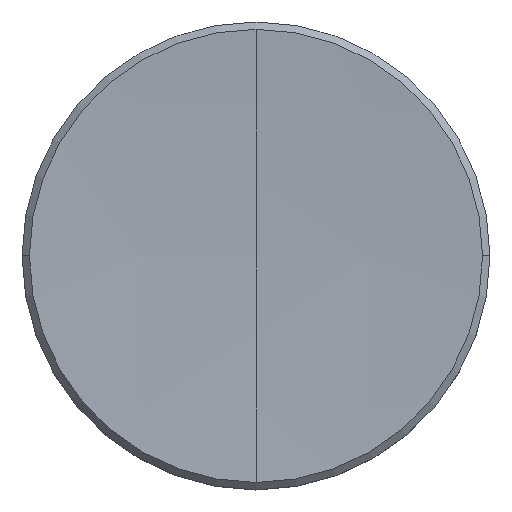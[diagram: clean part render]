
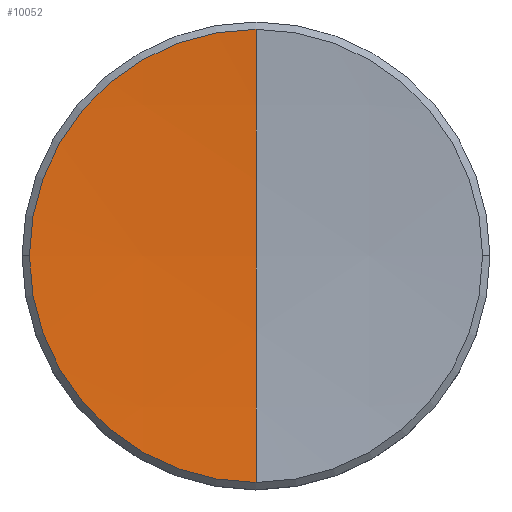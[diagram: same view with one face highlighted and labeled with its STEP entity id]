
A CAD part, top view. The second image highlights one B-rep face of the part: STEP entity #10052.
In plain terms, the highlighted spherical face has radius 100 mm.
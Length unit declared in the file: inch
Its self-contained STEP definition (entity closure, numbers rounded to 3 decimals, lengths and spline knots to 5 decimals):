
#9391 = EDGE_CURVE ( 'NONE', #10153, #9812, #15079, .T. ) ;
#9800 = ORIENTED_EDGE ( 'NONE', *, *, #9391, .F. ) ;
#9812 = VERTEX_POINT ( 'NONE', #15425 ) ;
#9994 = VERTEX_POINT ( 'NONE', #15854 ) ;
#9996 = EDGE_CURVE ( 'NONE', #10153, #9994, #15852, .T. ) ;
#10052 = ADVANCED_FACE ( 'NONE', ( #16056 ), #15910, .F. ) ;
#10053 = EDGE_LOOP ( 'NONE', ( #10054, #10129, #10132, #9800 ) ) ;
#10054 = ORIENTED_EDGE ( 'NONE', *, *, #9996, .T. ) ;
#10129 = ORIENTED_EDGE ( 'NONE', *, *, #10130, .T. ) ;
#10130 = EDGE_CURVE ( 'NONE', #9994, #10131, #16242, .T. ) ;
#10131 = VERTEX_POINT ( 'NONE', #16228 ) ;
#10132 = ORIENTED_EDGE ( 'NONE', *, *, #10133, .T. ) ;
#10133 = EDGE_CURVE ( 'NONE', #10131, #9812, #16226, .T. ) ;
#10153 = VERTEX_POINT ( 'NONE', #16387 ) ;
#15022 = DIRECTION ( 'NONE',  ( 0., 0., 1. ) ) ;
#15023 = DIRECTION ( 'NONE',  ( -1., 0., 0. ) ) ;
#15077 = CARTESIAN_POINT ( 'NONE',  ( 0., 0., 3.99606 ) ) ;
#15078 = AXIS2_PLACEMENT_3D ( 'NONE', #15077, #15023, #15022 ) ;
#15079 = CIRCLE ( 'NONE', #15078, 3.93701 ) ;
#15425 = CARTESIAN_POINT ( 'NONE',  ( 0., 0., 0.05906 ) ) ;
#15848 = DIRECTION ( 'NONE',  ( 1., 0., 0. ) ) ;
#15849 = DIRECTION ( 'NONE',  ( 0., 0., 1. ) ) ;
#15850 = CARTESIAN_POINT ( 'NONE',  ( 0., 0., 0.06651 ) ) ;
#15851 = AXIS2_PLACEMENT_3D ( 'NONE', #15850, #15849, #15848 ) ;
#15852 = CIRCLE ( 'NONE', #15851, 0.24213 ) ;
#15854 = CARTESIAN_POINT ( 'NONE',  ( -0.24213, 0., 0.06651 ) ) ;
#15906 = DIRECTION ( 'NONE',  ( 1., 0., 0. ) ) ;
#15907 = CARTESIAN_POINT ( 'NONE',  ( 0., 0., 3.99606 ) ) ;
#15908 = AXIS2_PLACEMENT_3D ( 'NONE', #15907, #15906, #16046 ) ;
#15910 = SPHERICAL_SURFACE ( 'NONE', #15908, 3.93701 ) ;
#16046 = DIRECTION ( 'NONE',  ( 0., 1., 0. ) ) ;
#16056 = FACE_OUTER_BOUND ( 'NONE', #10053, .T. ) ;
#16191 = AXIS2_PLACEMENT_3D ( 'NONE', #16192, #16230, #16229 ) ;
#16192 = CARTESIAN_POINT ( 'NONE',  ( 0., 0., 0.06651 ) ) ;
#16222 = DIRECTION ( 'NONE',  ( 0., 1., 0. ) ) ;
#16223 = DIRECTION ( 'NONE',  ( 1., 0., 0. ) ) ;
#16224 = CARTESIAN_POINT ( 'NONE',  ( 0., 0., 3.99606 ) ) ;
#16225 = AXIS2_PLACEMENT_3D ( 'NONE', #16224, #16223, #16222 ) ;
#16226 = CIRCLE ( 'NONE', #16225, 3.93701 ) ;
#16228 = CARTESIAN_POINT ( 'NONE',  ( 0., -0.24213, 0.06651 ) ) ;
#16229 = DIRECTION ( 'NONE',  ( 1., 0., 0. ) ) ;
#16230 = DIRECTION ( 'NONE',  ( 0., 0., 1. ) ) ;
#16242 = CIRCLE ( 'NONE', #16191, 0.24213 ) ;
#16387 = CARTESIAN_POINT ( 'NONE',  ( 0., 0.24213, 0.06651 ) ) ;
